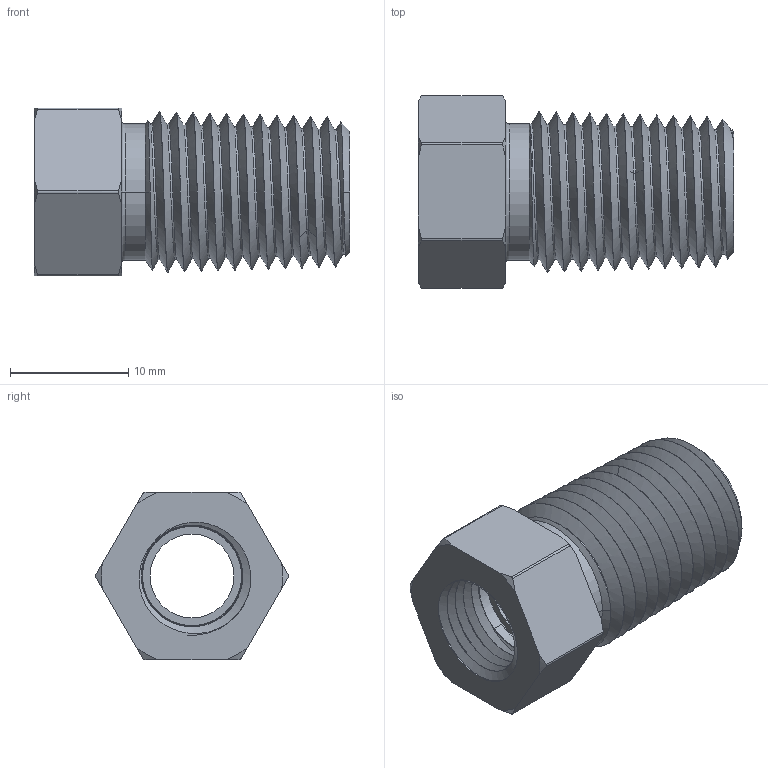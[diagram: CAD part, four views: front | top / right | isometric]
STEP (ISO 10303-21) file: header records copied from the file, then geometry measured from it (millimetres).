
FILE_DESCRIPTION((''),'2;1');
FILE_NAME('HEX_BUSHING_H_SHB','2025-07-08T13:40:05',('Administrator'),(''),'CREO PARAMETRIC BY PTC INC, 2020414','CREO PARAMETRIC BY PTC INC, 2020414','');
FILE_SCHEMA(('AUTOMOTIVE_DESIGN { 1 0 10303 214 1 1 1 1 }'));
Length unit declared in the file: millimetre
Products named in the file (1): HEX_BUSHING_H_SHB
Bounding box: 26.7 x 16.33 x 14.2 mm (x, y, z)
Volume: 2248.2 mm3; surface area: 2603.2 mm2
Topology: 1 solids, 1 shells, 90 faces, 252 edges, 178 vertices
Faces by surface type: cone 47, bspline 18, cylinder 13, plane 10, torus 2
Entity records: 8968 total; most frequent: CARTESIAN_POINT 6752, ORIENTED_EDGE 492, DIRECTION 300, EDGE_CURVE 246, VERTEX_POINT 160, B_SPLINE_CURVE_WITH_KNOTS 134, COLOUR_RGB 116, AXIS2_PLACEMENT_3D 109
